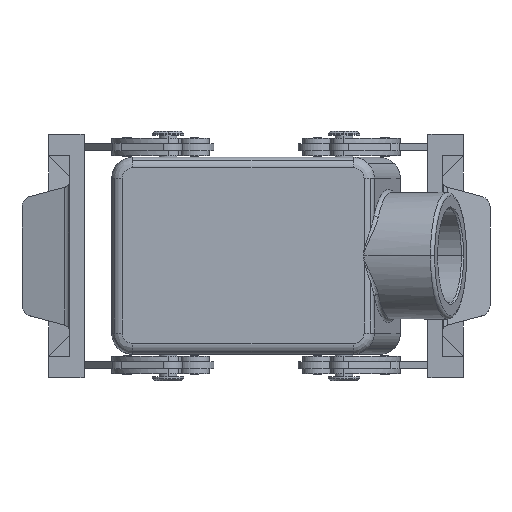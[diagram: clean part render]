
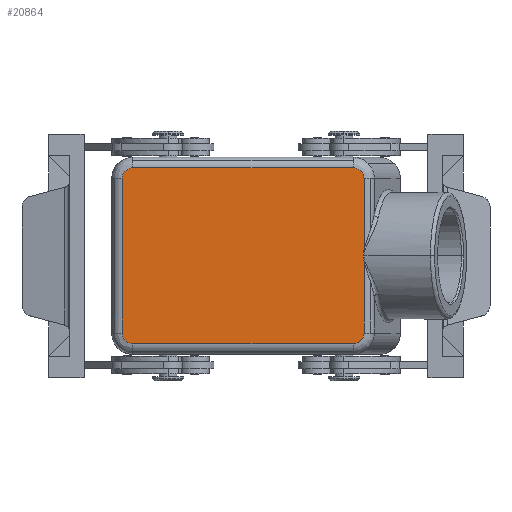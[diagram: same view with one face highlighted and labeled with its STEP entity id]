
A CAD part, top view. The second image highlights one B-rep face of the part: STEP entity #20864.
In plain terms, the highlighted planar face has unit normal (0, 0, 1).
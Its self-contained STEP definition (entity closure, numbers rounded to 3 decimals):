
#5171=CARTESIAN_POINT('',(27.603,-25.0,56.));
#5172=VERTEX_POINT('',#5171);
#5180=CARTESIAN_POINT('',(-35.,-25.,56.));
#5181=VERTEX_POINT('',#5180);
#5182=CARTESIAN_POINT('',(27.603,-25.0,56.));
#5183=DIRECTION('',(-1.0,0.0,0.0));
#5184=VECTOR('',#5183,62.603);
#5185=LINE('',#5182,#5184);
#5186=EDGE_CURVE('',#5172,#5181,#5185,.T.);
#5213=CARTESIAN_POINT('',(-38.,-22.,56.));
#5214=VERTEX_POINT('',#5213);
#5222=CARTESIAN_POINT('',(-38.0,22.0,56.));
#5223=VERTEX_POINT('',#5222);
#5224=CARTESIAN_POINT('',(-38.,-22.,56.));
#5225=DIRECTION('',(0.0,1.0,0.0));
#5226=VECTOR('',#5225,44.0);
#5227=LINE('',#5224,#5226);
#5228=EDGE_CURVE('',#5214,#5223,#5227,.T.);
#5255=CARTESIAN_POINT('',(-35.,25.,56.));
#5256=VERTEX_POINT('',#5255);
#5264=CARTESIAN_POINT('',(27.603,25.,56.));
#5265=VERTEX_POINT('',#5264);
#5266=CARTESIAN_POINT('',(-35.,25.,56.));
#5267=DIRECTION('',(1.0,0.0,0.0));
#5268=VECTOR('',#5267,62.603);
#5269=LINE('',#5266,#5268);
#5270=EDGE_CURVE('',#5256,#5265,#5269,.T.);
#20167=CARTESIAN_POINT('',(30.716,1.678,56.));
#20168=VERTEX_POINT('',#20167);
#20244=CARTESIAN_POINT('',(30.716,-1.678,56.));
#20245=VERTEX_POINT('',#20244);
#20264=CARTESIAN_POINT('',(101.884,0.0,56.));
#20265=DIRECTION('',(0.0,0.0,1.0));
#20266=DIRECTION('',(-1.0,0.0,0.0));
#20267=AXIS2_PLACEMENT_3D('',#20264,#20265,#20266);
#20268=ELLIPSE('',#20267,71.448,19.);
#20269=EDGE_CURVE('',#20168,#20245,#20268,.T.);
#20798=CARTESIAN_POINT('',(30.716,-22.,56.));
#20799=VERTEX_POINT('',#20798);
#20800=CARTESIAN_POINT('',(30.716,-1.678,56.));
#20801=DIRECTION('',(0.0,-1.0,0.0));
#20802=VECTOR('',#20801,20.322);
#20803=LINE('',#20800,#20802);
#20804=EDGE_CURVE('',#20245,#20799,#20803,.T.);
#20816=CARTESIAN_POINT('',(0.,0.,56.));
#20817=DIRECTION('',(0.0,0.0,1.0));
#20818=DIRECTION('',(1.0,0.0,0.0));
#20819=AXIS2_PLACEMENT_3D('',#20816,#20817,#20818);
#20820=PLANE('',#20819);
#20821=ORIENTED_EDGE('',*,*,#20269,.F.);
#20822=CARTESIAN_POINT('',(30.716,22.,56.));
#20823=VERTEX_POINT('',#20822);
#20824=CARTESIAN_POINT('',(30.716,22.,56.));
#20825=DIRECTION('',(0.0,-1.0,0.0));
#20826=VECTOR('',#20825,20.322);
#20827=LINE('',#20824,#20826);
#20828=EDGE_CURVE('',#20823,#20168,#20827,.T.);
#20829=ORIENTED_EDGE('',*,*,#20828,.F.);
#20830=CARTESIAN_POINT('',(27.603,22.,56.));
#20831=DIRECTION('',(0.0,0.0,-1.0));
#20832=DIRECTION('',(1.0,0.0,0.0));
#20833=AXIS2_PLACEMENT_3D('',#20830,#20831,#20832);
#20834=ELLIPSE('',#20833,3.112,3.0);
#20835=EDGE_CURVE('',#5265,#20823,#20834,.T.);
#20836=ORIENTED_EDGE('',*,*,#20835,.F.);
#20837=ORIENTED_EDGE('',*,*,#5270,.F.);
#20838=CARTESIAN_POINT('',(-35.,22.0,56.));
#20839=DIRECTION('',(0.0,0.0,-1.));
#20840=DIRECTION('',(-0.707,0.707,0.0));
#20841=AXIS2_PLACEMENT_3D('',#20838,#20839,#20840);
#20842=CIRCLE('',#20841,3.0);
#20843=EDGE_CURVE('',#5223,#5256,#20842,.T.);
#20844=ORIENTED_EDGE('',*,*,#20843,.F.);
#20845=ORIENTED_EDGE('',*,*,#5228,.F.);
#20846=CARTESIAN_POINT('',(-35.,-22.,56.));
#20847=DIRECTION('',(0.0,0.0,-1.));
#20848=DIRECTION('',(-0.707,-0.707,0.0));
#20849=AXIS2_PLACEMENT_3D('',#20846,#20847,#20848);
#20850=CIRCLE('',#20849,3.0);
#20851=EDGE_CURVE('',#5181,#5214,#20850,.T.);
#20852=ORIENTED_EDGE('',*,*,#20851,.F.);
#20853=ORIENTED_EDGE('',*,*,#5186,.F.);
#20854=CARTESIAN_POINT('',(27.603,-22.,56.));
#20855=DIRECTION('',(0.0,0.0,-1.0));
#20856=DIRECTION('',(1.0,0.0,0.0));
#20857=AXIS2_PLACEMENT_3D('',#20854,#20855,#20856);
#20858=ELLIPSE('',#20857,3.112,3.0);
#20859=EDGE_CURVE('',#20799,#5172,#20858,.T.);
#20860=ORIENTED_EDGE('',*,*,#20859,.F.);
#20861=ORIENTED_EDGE('',*,*,#20804,.F.);
#20862=EDGE_LOOP('',(#20821,#20829,#20836,#20837,#20844,#20845,#20852,#20853,#20860,#20861));
#20863=FACE_OUTER_BOUND('',#20862,.T.);
#20864=ADVANCED_FACE('',(#20863),#20820,.T.);
